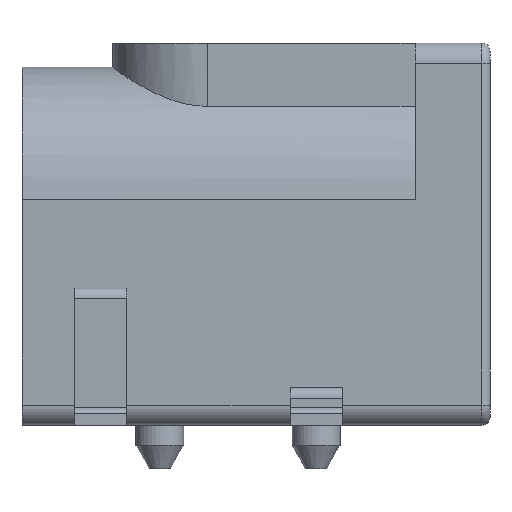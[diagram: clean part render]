
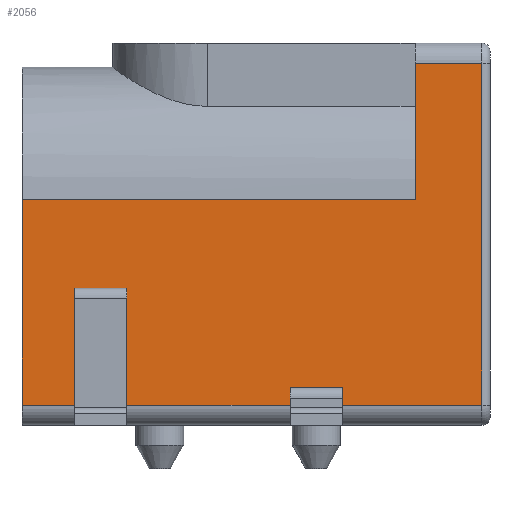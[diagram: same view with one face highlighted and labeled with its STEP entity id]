
A CAD part, left-side view. The second image highlights one B-rep face of the part: STEP entity #2056.
In plain terms, the highlighted planar face has unit normal (-1, 0, 0).
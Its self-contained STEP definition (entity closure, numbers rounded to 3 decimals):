
#60=LINE('',#2805,#202);
#63=LINE('',#2811,#205);
#65=LINE('',#2815,#207);
#68=LINE('',#2821,#210);
#70=LINE('',#2825,#212);
#72=LINE('',#2829,#214);
#85=LINE('',#2877,#227);
#103=LINE('',#2934,#245);
#112=LINE('',#2958,#254);
#114=LINE('',#2961,#256);
#115=LINE('',#2963,#257);
#116=LINE('',#2964,#258);
#117=LINE('',#2966,#259);
#118=LINE('',#2967,#260);
#202=VECTOR('',#2371,1000.);
#205=VECTOR('',#2376,1000.);
#207=VECTOR('',#2380,1000.);
#210=VECTOR('',#2385,1000.);
#212=VECTOR('',#2389,1000.);
#214=VECTOR('',#2393,1000.);
#227=VECTOR('',#2428,1000.);
#245=VECTOR('',#2484,1000.);
#254=VECTOR('',#2505,1000.);
#256=VECTOR('',#2509,1000.);
#257=VECTOR('',#2510,1000.);
#258=VECTOR('',#2511,1000.);
#259=VECTOR('',#2512,1000.);
#260=VECTOR('',#2513,1000.);
#548=ORIENTED_EDGE('',*,*,#880,.T.);
#549=ORIENTED_EDGE('',*,*,#881,.T.);
#550=ORIENTED_EDGE('',*,*,#867,.T.);
#551=ORIENTED_EDGE('',*,*,#840,.T.);
#552=ORIENTED_EDGE('',*,*,#878,.F.);
#553=ORIENTED_EDGE('',*,*,#882,.T.);
#554=ORIENTED_EDGE('',*,*,#883,.T.);
#555=ORIENTED_EDGE('',*,*,#812,.T.);
#556=ORIENTED_EDGE('',*,*,#809,.T.);
#557=ORIENTED_EDGE('',*,*,#821,.F.);
#558=ORIENTED_EDGE('',*,*,#884,.T.);
#559=ORIENTED_EDGE('',*,*,#819,.T.);
#560=ORIENTED_EDGE('',*,*,#817,.T.);
#561=ORIENTED_EDGE('',*,*,#814,.F.);
#809=EDGE_CURVE('',#1004,#1005,#60,.T.);
#812=EDGE_CURVE('',#1006,#1004,#63,.T.);
#814=EDGE_CURVE('',#1007,#1008,#65,.T.);
#817=EDGE_CURVE('',#1009,#1008,#68,.T.);
#819=EDGE_CURVE('',#1010,#1009,#70,.T.);
#821=EDGE_CURVE('',#1011,#1005,#72,.T.);
#840=EDGE_CURVE('',#1024,#1023,#85,.T.);
#867=EDGE_CURVE('',#1044,#1024,#103,.T.);
#878=EDGE_CURVE('',#1052,#1023,#112,.T.);
#880=EDGE_CURVE('',#1007,#1053,#114,.T.);
#881=EDGE_CURVE('',#1053,#1044,#115,.T.);
#882=EDGE_CURVE('',#1052,#1054,#116,.T.);
#883=EDGE_CURVE('',#1054,#1006,#117,.T.);
#884=EDGE_CURVE('',#1011,#1010,#118,.T.);
#1004=VERTEX_POINT('',#2806);
#1005=VERTEX_POINT('',#2807);
#1006=VERTEX_POINT('',#2812);
#1007=VERTEX_POINT('',#2816);
#1008=VERTEX_POINT('',#2817);
#1009=VERTEX_POINT('',#2822);
#1010=VERTEX_POINT('',#2826);
#1011=VERTEX_POINT('',#2830);
#1023=VERTEX_POINT('',#2876);
#1024=VERTEX_POINT('',#2878);
#1044=VERTEX_POINT('',#2935);
#1052=VERTEX_POINT('',#2957);
#1053=VERTEX_POINT('',#2962);
#1054=VERTEX_POINT('',#2965);
#1223=EDGE_LOOP('',(#548,#549,#550,#551,#552,#553,#554,#555,#556,#557,#558,
#559,#560,#561));
#1321=FACE_BOUND('',#1223,.T.);
#1389=PLANE('',#2183);
#2056=ADVANCED_FACE('',(#1321),#1389,.T.);
#2183=AXIS2_PLACEMENT_3D('',#2960,#2507,#2508);
#2371=DIRECTION('',(0.,-1.,0.));
#2376=DIRECTION('',(0.,0.,1.));
#2380=DIRECTION('',(0.,0.,1.));
#2385=DIRECTION('',(0.,-1.,0.));
#2389=DIRECTION('',(0.,0.,1.));
#2393=DIRECTION('',(0.,0.,1.));
#2428=DIRECTION('',(0.,0.,-1.));
#2484=DIRECTION('',(0.,1.,0.));
#2505=DIRECTION('',(0.,-1.,0.));
#2507=DIRECTION('',(-1.,0.,0.));
#2508=DIRECTION('',(0.,-1.,0.));
#2509=DIRECTION('',(0.,-1.,0.));
#2510=DIRECTION('',(0.,0.,1.));
#2511=DIRECTION('',(0.,0.,-1.));
#2512=DIRECTION('',(0.,-1.,0.));
#2513=DIRECTION('',(0.,-1.,0.));
#2805=CARTESIAN_POINT('',(-4.5,0.,-1.549));
#2806=CARTESIAN_POINT('',(-4.5,11.95,-1.549));
#2807=CARTESIAN_POINT('',(-4.5,10.45,-1.549));
#2811=CARTESIAN_POINT('',(-4.5,11.95,0.));
#2812=CARTESIAN_POINT('',(-4.5,11.95,-4.916));
#2815=CARTESIAN_POINT('',(-4.5,4.25,-5.038));
#2816=CARTESIAN_POINT('',(-4.5,4.25,-4.916));
#2817=CARTESIAN_POINT('',(-4.5,4.25,-4.418));
#2821=CARTESIAN_POINT('',(-4.5,0.,-4.418));
#2822=CARTESIAN_POINT('',(-4.5,5.75,-4.418));
#2825=CARTESIAN_POINT('',(-4.5,5.75,0.));
#2826=CARTESIAN_POINT('',(-4.5,5.75,-4.916));
#2829=CARTESIAN_POINT('',(-4.5,10.45,-5.038));
#2830=CARTESIAN_POINT('',(-4.5,10.45,-4.916));
#2876=CARTESIAN_POINT('',(-4.5,2.156,0.991));
#2877=CARTESIAN_POINT('',(-4.5,2.156,5.5));
#2878=CARTESIAN_POINT('',(-4.5,2.156,4.916));
#2934=CARTESIAN_POINT('',(-4.5,0.,4.916));
#2935=CARTESIAN_POINT('',(-4.5,0.238,4.916));
#2957=CARTESIAN_POINT('',(-4.5,13.464,0.991));
#2958=CARTESIAN_POINT('',(-4.5,24.772,0.991));
#2960=CARTESIAN_POINT('',(-4.5,0.,0.));
#2961=CARTESIAN_POINT('',(-4.5,0.,-4.916));
#2962=CARTESIAN_POINT('',(-4.5,0.238,-4.916));
#2963=CARTESIAN_POINT('',(-4.5,0.238,0.));
#2964=CARTESIAN_POINT('',(-4.5,13.464,0.));
#2965=CARTESIAN_POINT('',(-4.5,13.464,-4.916));
#2966=CARTESIAN_POINT('',(-4.5,0.,-4.916));
#2967=CARTESIAN_POINT('',(-4.5,0.,-4.916));
